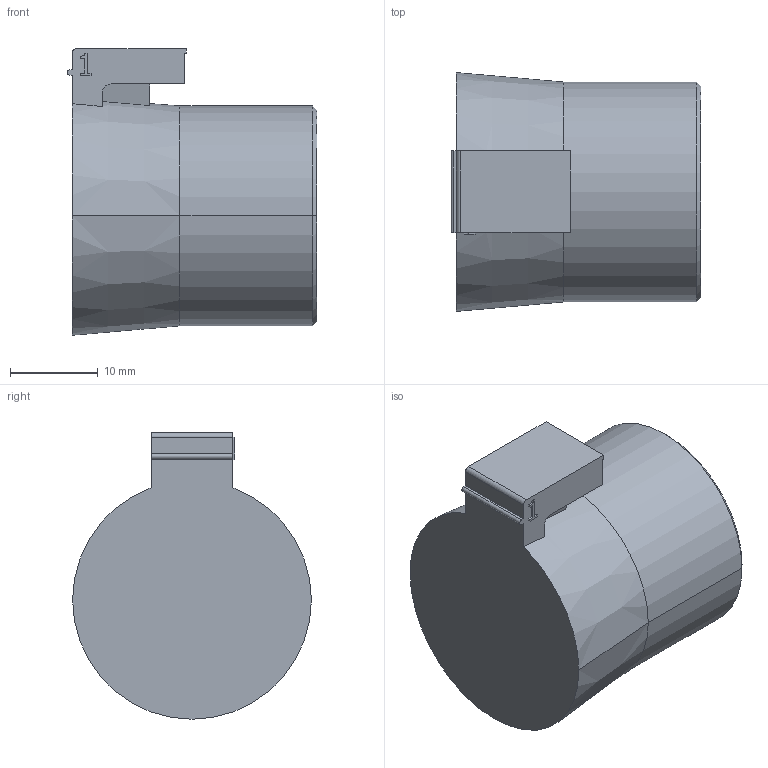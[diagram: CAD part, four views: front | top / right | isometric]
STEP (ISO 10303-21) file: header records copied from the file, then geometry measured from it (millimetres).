
FILE_DESCRIPTION (( 'STEP AP203' ), '1' );
FILE_NAME ('592264.step', '2022-03-30T19:27:30', ( '' ), ( '' ), 'SwSTEP 2.0', 'SolidWorks 2021', '' );
FILE_SCHEMA (( 'CONFIG_CONTROL_DESIGN' ));
Length unit declared in the file: inch
Products named in the file (1): 592264
Bounding box: 28.4 x 27.14 x 32.57 mm (x, y, z)
Volume: 9842.7 mm3; surface area: 4756.6 mm2
Topology: 1 solids, 1 shells, 44 faces, 117 edges, 75 vertices
Faces by surface type: plane 28, cylinder 9, cone 6, bspline 1
Entity records: 1438 total; most frequent: CARTESIAN_POINT 272, ORIENTED_EDGE 230, DIRECTION 219, EDGE_CURVE 115, LINE 83, VECTOR 83, VERTEX_POINT 75, AXIS2_PLACEMENT_3D 68
